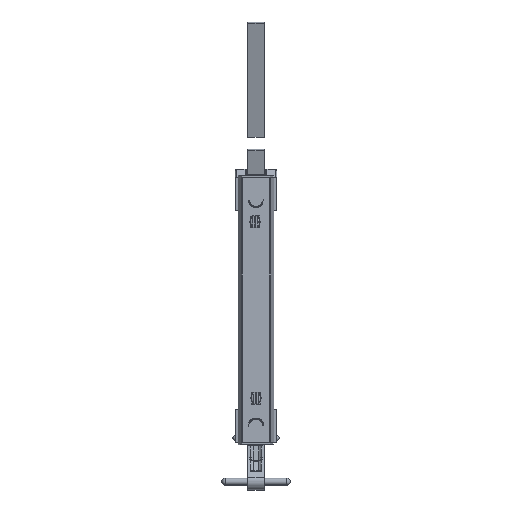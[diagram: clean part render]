
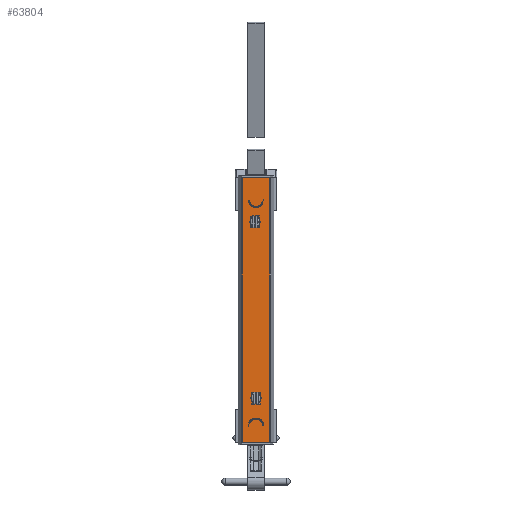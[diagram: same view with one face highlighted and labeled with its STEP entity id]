
A CAD part, front view. The second image highlights one B-rep face of the part: STEP entity #63804.
In plain terms, the highlighted planar face has unit normal (0, -1, 0).
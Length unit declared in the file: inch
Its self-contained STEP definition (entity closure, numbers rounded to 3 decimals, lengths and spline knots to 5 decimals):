
#244 = ORIENTED_EDGE ( 'NONE', *, *, #67110, .T. ) ;
#896 = DIRECTION ( 'NONE',  ( 0., 0., -1. ) ) ;
#2094 = CARTESIAN_POINT ( 'NONE',  ( 0.63283, 0., -6. ) ) ;
#2193 = DIRECTION ( 'NONE',  ( 0., 1., 0. ) ) ;
#3573 = DIRECTION ( 'NONE',  ( 1., 0., 0. ) ) ;
#3912 = ORIENTED_EDGE ( 'NONE', *, *, #70420, .T. ) ;
#5320 = ORIENTED_EDGE ( 'NONE', *, *, #72005, .F. ) ;
#6767 = CIRCLE ( 'NONE', #62345, 0.15625 ) ;
#7668 = DIRECTION ( 'NONE',  ( 1., 0., 0. ) ) ;
#7810 = AXIS2_PLACEMENT_3D ( 'NONE', #70285, #2193, #32490 ) ;
#7846 = DIRECTION ( 'NONE',  ( 0., 1., 0. ) ) ;
#8351 = PLANE ( 'NONE',  #35731 ) ;
#12386 = CARTESIAN_POINT ( 'NONE',  ( 0., 0., -4.15625 ) ) ;
#12623 = ORIENTED_EDGE ( 'NONE', *, *, #22625, .T. ) ;
#12765 = CIRCLE ( 'NONE', #25455, 0.15625 ) ;
#15814 = FACE_BOUND ( 'NONE', #91205, .T. ) ;
#18029 = ORIENTED_EDGE ( 'NONE', *, *, #75063, .T. ) ;
#19254 = CARTESIAN_POINT ( 'NONE',  ( -0.63283, 0., -6. ) ) ;
#20426 = CARTESIAN_POINT ( 'NONE',  ( 0., 0., -4. ) ) ;
#21314 = VERTEX_POINT ( 'NONE', #42491 ) ;
#21498 = LINE ( 'NONE', #51823, #97212 ) ;
#22625 = EDGE_CURVE ( 'NONE', #24244, #88564, #41347, .T. ) ;
#24244 = VERTEX_POINT ( 'NONE', #19254 ) ;
#25455 = AXIS2_PLACEMENT_3D ( 'NONE', #20426, #50741, #81073 ) ;
#30044 = CIRCLE ( 'NONE', #85658, 0.15625 ) ;
#31245 = VECTOR ( 'NONE', #32397, 39.37008 ) ;
#31948 = VERTEX_POINT ( 'NONE', #12386 ) ;
#32397 = DIRECTION ( 'NONE',  ( 0., 0., 1. ) ) ;
#32490 = DIRECTION ( 'NONE',  ( 0., 0., 1. ) ) ;
#35731 = AXIS2_PLACEMENT_3D ( 'NONE', #38656, #69003, #896 ) ;
#36121 = CARTESIAN_POINT ( 'NONE',  ( 0., 0., 4.15625 ) ) ;
#36797 = CARTESIAN_POINT ( 'NONE',  ( 0., 0., -4. ) ) ;
#37385 = VERTEX_POINT ( 'NONE', #36121 ) ;
#38143 = DIRECTION ( 'NONE',  ( 0., 0., 1. ) ) ;
#38656 = CARTESIAN_POINT ( 'NONE',  ( -0.65625, 0., -6. ) ) ;
#41347 = LINE ( 'NONE', #71681, #62774 ) ;
#42491 = CARTESIAN_POINT ( 'NONE',  ( 0., 0., 3.84375 ) ) ;
#42499 = EDGE_CURVE ( 'NONE', #31948, #87714, #6767, .T. ) ;
#44106 = VECTOR ( 'NONE', #7668, 39.37008 ) ;
#44719 = ORIENTED_EDGE ( 'NONE', *, *, #97604, .T. ) ;
#45443 = LINE ( 'NONE', #75772, #44106 ) ;
#46137 = FACE_BOUND ( 'NONE', #84433, .T. ) ;
#50658 = CIRCLE ( 'NONE', #7810, 0.15625 ) ;
#50741 = DIRECTION ( 'NONE',  ( 0., 1., 0. ) ) ;
#51823 = CARTESIAN_POINT ( 'NONE',  ( -0.63283, 0., -6. ) ) ;
#53089 = CARTESIAN_POINT ( 'NONE',  ( 0., 0., 4. ) ) ;
#56939 = VERTEX_POINT ( 'NONE', #60054 ) ;
#60054 = CARTESIAN_POINT ( 'NONE',  ( 0.63283, 0., 6. ) ) ;
#62345 = AXIS2_PLACEMENT_3D ( 'NONE', #36797, #67143, #97499 ) ;
#62774 = VECTOR ( 'NONE', #3573, 39.37008 ) ;
#63804 = ADVANCED_FACE ( 'NONE', ( #15814, #46137, #76463 ), #8351, .T. ) ;
#65467 = VERTEX_POINT ( 'NONE', #71345 ) ;
#67110 = EDGE_CURVE ( 'NONE', #21314, #37385, #50658, .T. ) ;
#67143 = DIRECTION ( 'NONE',  ( 0., 1., 0. ) ) ;
#67178 = CARTESIAN_POINT ( 'NONE',  ( 0., 0., -3.84375 ) ) ;
#67721 = ORIENTED_EDGE ( 'NONE', *, *, #90993, .T. ) ;
#69003 = DIRECTION ( 'NONE',  ( 0., -1., 0. ) ) ;
#70189 = LINE ( 'NONE', #2094, #31245 ) ;
#70285 = CARTESIAN_POINT ( 'NONE',  ( 0., 0., 4. ) ) ;
#70420 = EDGE_CURVE ( 'NONE', #88564, #56939, #70189, .T. ) ;
#70725 = CARTESIAN_POINT ( 'NONE',  ( 0.63283, 0., -6. ) ) ;
#71345 = CARTESIAN_POINT ( 'NONE',  ( -0.63283, 0., 6. ) ) ;
#71681 = CARTESIAN_POINT ( 'NONE',  ( -0.65625, 0., -6. ) ) ;
#72005 = EDGE_CURVE ( 'NONE', #65467, #56939, #45443, .T. ) ;
#75063 = EDGE_CURVE ( 'NONE', #87714, #31948, #12765, .T. ) ;
#75772 = CARTESIAN_POINT ( 'NONE',  ( -0.65625, 0., 6. ) ) ;
#76463 = FACE_OUTER_BOUND ( 'NONE', #90802, .T. ) ;
#80206 = ORIENTED_EDGE ( 'NONE', *, *, #42499, .T. ) ;
#81073 = DIRECTION ( 'NONE',  ( 0., 0., 1. ) ) ;
#82163 = DIRECTION ( 'NONE',  ( 0., 0., -1. ) ) ;
#84433 = EDGE_LOOP ( 'NONE', ( #67721, #244 ) ) ;
#85658 = AXIS2_PLACEMENT_3D ( 'NONE', #53089, #7846, #38143 ) ;
#87714 = VERTEX_POINT ( 'NONE', #67178 ) ;
#88564 = VERTEX_POINT ( 'NONE', #70725 ) ;
#90802 = EDGE_LOOP ( 'NONE', ( #5320, #44719, #12623, #3912 ) ) ;
#90993 = EDGE_CURVE ( 'NONE', #37385, #21314, #30044, .T. ) ;
#91205 = EDGE_LOOP ( 'NONE', ( #18029, #80206 ) ) ;
#97212 = VECTOR ( 'NONE', #82163, 39.37008 ) ;
#97499 = DIRECTION ( 'NONE',  ( 0., 0., 1. ) ) ;
#97604 = EDGE_CURVE ( 'NONE', #65467, #24244, #21498, .T. ) ;
